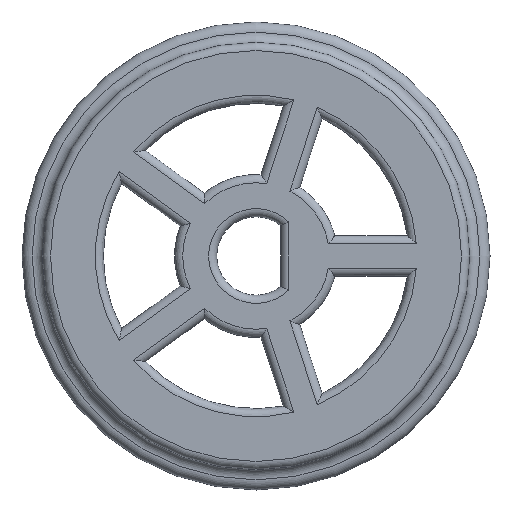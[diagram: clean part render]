
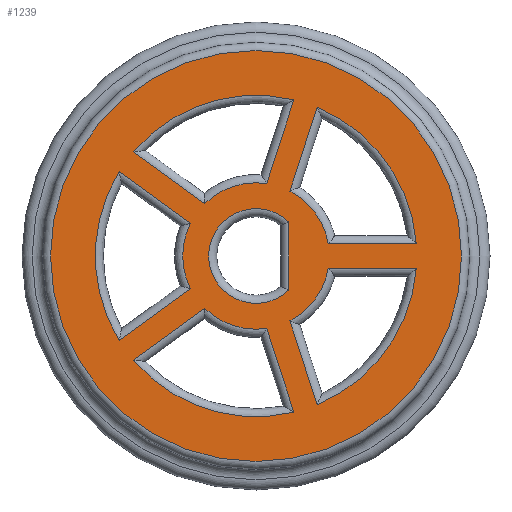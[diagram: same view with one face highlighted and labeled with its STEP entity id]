
A CAD part, left-side view. The second image highlights one B-rep face of the part: STEP entity #1239.
In plain terms, the highlighted planar face has unit normal (-1, 0, 0).
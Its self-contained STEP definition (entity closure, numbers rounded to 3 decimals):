
#73=FACE_BOUND('',#365,.T.);
#74=FACE_BOUND('',#366,.T.);
#75=FACE_BOUND('',#367,.T.);
#76=FACE_BOUND('',#368,.T.);
#77=FACE_BOUND('',#369,.T.);
#78=FACE_BOUND('',#370,.T.);
#82=PLANE('',#1360);
#105=LINE('',#1941,#173);
#107=LINE('',#1994,#175);
#113=LINE('',#2031,#181);
#114=LINE('',#2034,#182);
#115=LINE('',#2037,#183);
#116=LINE('',#2041,#184);
#117=LINE('',#2045,#185);
#118=LINE('',#2049,#186);
#119=LINE('',#2053,#187);
#120=LINE('',#2057,#188);
#121=LINE('',#2061,#189);
#173=VECTOR('',#1550,10.);
#175=VECTOR('',#1560,10.);
#181=VECTOR('',#1584,10.);
#182=VECTOR('',#1587,10.);
#183=VECTOR('',#1588,10.);
#184=VECTOR('',#1591,10.);
#185=VECTOR('',#1594,10.);
#186=VECTOR('',#1597,10.);
#187=VECTOR('',#1600,10.);
#188=VECTOR('',#1603,10.);
#189=VECTOR('',#1606,10.);
#276=FACE_OUTER_BOUND('',#364,.T.);
#364=EDGE_LOOP('',(#883));
#365=EDGE_LOOP('',(#884,#885,#886,#887));
#366=EDGE_LOOP('',(#888,#889,#890,#891));
#367=EDGE_LOOP('',(#892,#893,#894,#895));
#368=EDGE_LOOP('',(#896,#897));
#369=EDGE_LOOP('',(#898,#899,#900,#901));
#370=EDGE_LOOP('',(#902,#903,#904,#905));
#460=CIRCLE('',#1351,1.8);
#463=CIRCLE('',#1356,3.95);
#465=CIRCLE('',#1361,5.05);
#466=CIRCLE('',#1362,1.8);
#467=CIRCLE('',#1363,3.95);
#468=CIRCLE('',#1364,3.95);
#469=CIRCLE('',#1365,1.8);
#470=CIRCLE('',#1366,1.8);
#471=CIRCLE('',#1367,3.95);
#472=CIRCLE('',#1368,1.163);
#473=CIRCLE('',#1369,3.95);
#474=CIRCLE('',#1370,1.8);
#545=VERTEX_POINT('',#1939);
#546=VERTEX_POINT('',#1940);
#549=VERTEX_POINT('',#1974);
#551=VERTEX_POINT('',#1993);
#556=VERTEX_POINT('',#2025);
#557=VERTEX_POINT('',#2027);
#558=VERTEX_POINT('',#2028);
#559=VERTEX_POINT('',#2030);
#560=VERTEX_POINT('',#2032);
#561=VERTEX_POINT('',#2035);
#562=VERTEX_POINT('',#2036);
#563=VERTEX_POINT('',#2038);
#564=VERTEX_POINT('',#2040);
#565=VERTEX_POINT('',#2043);
#566=VERTEX_POINT('',#2044);
#567=VERTEX_POINT('',#2046);
#568=VERTEX_POINT('',#2048);
#569=VERTEX_POINT('',#2051);
#570=VERTEX_POINT('',#2052);
#571=VERTEX_POINT('',#2055);
#572=VERTEX_POINT('',#2056);
#573=VERTEX_POINT('',#2058);
#574=VERTEX_POINT('',#2060);
#660=EDGE_CURVE('',#545,#546,#105,.T.);
#664=EDGE_CURVE('',#546,#549,#460,.T.);
#667=EDGE_CURVE('',#549,#551,#107,.T.);
#671=EDGE_CURVE('',#551,#545,#463,.T.);
#677=EDGE_CURVE('',#556,#556,#465,.T.);
#678=EDGE_CURVE('',#557,#558,#466,.T.);
#679=EDGE_CURVE('',#559,#557,#113,.T.);
#680=EDGE_CURVE('',#560,#559,#467,.T.);
#681=EDGE_CURVE('',#558,#560,#114,.T.);
#682=EDGE_CURVE('',#561,#562,#115,.T.);
#683=EDGE_CURVE('',#563,#561,#468,.T.);
#684=EDGE_CURVE('',#564,#563,#116,.T.);
#685=EDGE_CURVE('',#562,#564,#469,.T.);
#686=EDGE_CURVE('',#565,#566,#117,.T.);
#687=EDGE_CURVE('',#567,#565,#470,.T.);
#688=EDGE_CURVE('',#568,#567,#118,.T.);
#689=EDGE_CURVE('',#566,#568,#471,.T.);
#690=EDGE_CURVE('',#569,#570,#119,.T.);
#691=EDGE_CURVE('',#570,#569,#472,.T.);
#692=EDGE_CURVE('',#571,#572,#120,.T.);
#693=EDGE_CURVE('',#573,#571,#473,.T.);
#694=EDGE_CURVE('',#574,#573,#121,.T.);
#695=EDGE_CURVE('',#572,#574,#474,.T.);
#883=ORIENTED_EDGE('',*,*,#677,.F.);
#884=ORIENTED_EDGE('',*,*,#678,.F.);
#885=ORIENTED_EDGE('',*,*,#679,.F.);
#886=ORIENTED_EDGE('',*,*,#680,.F.);
#887=ORIENTED_EDGE('',*,*,#681,.F.);
#888=ORIENTED_EDGE('',*,*,#682,.F.);
#889=ORIENTED_EDGE('',*,*,#683,.F.);
#890=ORIENTED_EDGE('',*,*,#684,.F.);
#891=ORIENTED_EDGE('',*,*,#685,.F.);
#892=ORIENTED_EDGE('',*,*,#686,.F.);
#893=ORIENTED_EDGE('',*,*,#687,.F.);
#894=ORIENTED_EDGE('',*,*,#688,.F.);
#895=ORIENTED_EDGE('',*,*,#689,.F.);
#896=ORIENTED_EDGE('',*,*,#690,.F.);
#897=ORIENTED_EDGE('',*,*,#691,.F.);
#898=ORIENTED_EDGE('',*,*,#692,.F.);
#899=ORIENTED_EDGE('',*,*,#693,.F.);
#900=ORIENTED_EDGE('',*,*,#694,.F.);
#901=ORIENTED_EDGE('',*,*,#695,.F.);
#902=ORIENTED_EDGE('',*,*,#660,.F.);
#903=ORIENTED_EDGE('',*,*,#671,.F.);
#904=ORIENTED_EDGE('',*,*,#667,.F.);
#905=ORIENTED_EDGE('',*,*,#664,.F.);
#1239=ADVANCED_FACE('',(#276,#73,#74,#75,#76,#77,#78),#82,.F.);
#1351=AXIS2_PLACEMENT_3D('',#1975,#1554,#1555);
#1356=AXIS2_PLACEMENT_3D('',#2013,#1566,#1567);
#1360=AXIS2_PLACEMENT_3D('',#2024,#1578,#1579);
#1361=AXIS2_PLACEMENT_3D('',#2026,#1580,#1581);
#1362=AXIS2_PLACEMENT_3D('',#2029,#1582,#1583);
#1363=AXIS2_PLACEMENT_3D('',#2033,#1585,#1586);
#1364=AXIS2_PLACEMENT_3D('',#2039,#1589,#1590);
#1365=AXIS2_PLACEMENT_3D('',#2042,#1592,#1593);
#1366=AXIS2_PLACEMENT_3D('',#2047,#1595,#1596);
#1367=AXIS2_PLACEMENT_3D('',#2050,#1598,#1599);
#1368=AXIS2_PLACEMENT_3D('',#2054,#1601,#1602);
#1369=AXIS2_PLACEMENT_3D('',#2059,#1604,#1605);
#1370=AXIS2_PLACEMENT_3D('',#2062,#1607,#1608);
#1550=DIRECTION('',(0.,-0.809,0.588));
#1554=DIRECTION('center_axis',(1.,0.,0.));
#1555=DIRECTION('ref_axis',(0.,1.,0.));
#1560=DIRECTION('',(0.,0.809,0.588));
#1566=DIRECTION('center_axis',(-1.,0.,0.));
#1567=DIRECTION('ref_axis',(0.,1.,0.));
#1578=DIRECTION('center_axis',(1.,0.,0.));
#1579=DIRECTION('ref_axis',(0.,1.,0.));
#1580=DIRECTION('center_axis',(1.,0.,0.));
#1581=DIRECTION('ref_axis',(0.,1.,0.));
#1582=DIRECTION('center_axis',(1.,0.,0.));
#1583=DIRECTION('ref_axis',(0.,0.309,0.951));
#1584=DIRECTION('',(0.,-0.809,-0.588));
#1585=DIRECTION('center_axis',(-1.,0.,0.));
#1586=DIRECTION('ref_axis',(0.,0.309,0.951));
#1587=DIRECTION('',(0.,-0.309,0.951));
#1588=DIRECTION('',(0.,0.309,-0.951));
#1589=DIRECTION('center_axis',(-1.,0.,0.));
#1590=DIRECTION('ref_axis',(0.,-0.809,0.588));
#1591=DIRECTION('',(0.,-1.,0.));
#1592=DIRECTION('center_axis',(1.,0.,0.));
#1593=DIRECTION('ref_axis',(0.,-0.809,0.588));
#1594=DIRECTION('',(0.,0.809,-0.588));
#1595=DIRECTION('center_axis',(1.,0.,0.));
#1596=DIRECTION('ref_axis',(0.,0.309,-0.951));
#1597=DIRECTION('',(0.,0.309,0.951));
#1598=DIRECTION('center_axis',(-1.,0.,0.));
#1599=DIRECTION('ref_axis',(0.,0.309,-0.951));
#1600=DIRECTION('',(0.,0.,1.));
#1601=DIRECTION('center_axis',(-1.,0.,0.));
#1602=DIRECTION('ref_axis',(0.,1.,0.));
#1603=DIRECTION('',(0.,1.,0.));
#1604=DIRECTION('center_axis',(-1.,0.,0.));
#1605=DIRECTION('ref_axis',(0.,-0.809,-0.588));
#1606=DIRECTION('',(0.,-0.309,-0.951));
#1607=DIRECTION('center_axis',(1.,0.,0.));
#1608=DIRECTION('ref_axis',(0.,-0.809,-0.588));
#1939=CARTESIAN_POINT('',(-23.5,49.363,-2.072));
#1940=CARTESIAN_POINT('',(-23.5,47.612,-0.801));
#1941=CARTESIAN_POINT('',(-23.5,46.96,-0.326));
#1974=CARTESIAN_POINT('',(-23.5,47.612,0.801));
#1975=CARTESIAN_POINT('Origin',(-23.5,46.,0.));
#1993=CARTESIAN_POINT('',(-23.5,49.363,2.072));
#1994=CARTESIAN_POINT('',(-23.5,47.68,0.85));
#2013=CARTESIAN_POINT('Origin',(-23.5,46.,0.));
#2024=CARTESIAN_POINT('Origin',(-23.5,46.,0.));
#2025=CARTESIAN_POINT('',(-23.5,46.,5.05));
#2026=CARTESIAN_POINT('Origin',(-23.5,46.,0.));
#2027=CARTESIAN_POINT('',(-23.5,47.26,1.286));
#2028=CARTESIAN_POINT('',(-23.5,45.737,1.781));
#2029=CARTESIAN_POINT('Origin',(-23.5,46.,0.));
#2030=CARTESIAN_POINT('',(-23.5,49.01,2.558));
#2031=CARTESIAN_POINT('',(-23.5,46.607,0.812));
#2032=CARTESIAN_POINT('',(-23.5,45.068,3.839));
#2033=CARTESIAN_POINT('Origin',(-23.5,46.,0.));
#2034=CARTESIAN_POINT('',(-23.5,45.711,1.86));
#2035=CARTESIAN_POINT('',(-23.5,44.498,3.653));
#2036=CARTESIAN_POINT('',(-23.5,45.166,1.595));
#2037=CARTESIAN_POINT('',(-23.5,45.415,0.828));
#2038=CARTESIAN_POINT('',(-23.5,42.061,0.3));
#2039=CARTESIAN_POINT('Origin',(-23.5,46.,0.));
#2040=CARTESIAN_POINT('',(-23.5,44.225,0.3));
#2041=CARTESIAN_POINT('',(-23.5,44.142,0.3));
#2042=CARTESIAN_POINT('Origin',(-23.5,46.,0.));
#2043=CARTESIAN_POINT('',(-23.5,47.26,-1.286));
#2044=CARTESIAN_POINT('',(-23.5,49.01,-2.558));
#2045=CARTESIAN_POINT('',(-23.5,47.327,-1.335));
#2046=CARTESIAN_POINT('',(-23.5,45.737,-1.781));
#2047=CARTESIAN_POINT('Origin',(-23.5,46.,0.));
#2048=CARTESIAN_POINT('',(-23.5,45.068,-3.839));
#2049=CARTESIAN_POINT('',(-23.5,45.986,-1.014));
#2050=CARTESIAN_POINT('Origin',(-23.5,46.,0.));
#2051=CARTESIAN_POINT('',(-23.5,45.193,-0.838));
#2052=CARTESIAN_POINT('',(-23.5,45.193,0.838));
#2053=CARTESIAN_POINT('',(-23.5,45.193,-0.4));
#2054=CARTESIAN_POINT('Origin',(-23.5,46.,0.));
#2055=CARTESIAN_POINT('',(-23.5,42.061,-0.3));
#2056=CARTESIAN_POINT('',(-23.5,44.225,-0.3));
#2057=CARTESIAN_POINT('',(-23.5,45.032,-0.3));
#2058=CARTESIAN_POINT('',(-23.5,44.498,-3.653));
#2059=CARTESIAN_POINT('Origin',(-23.5,46.,0.));
#2060=CARTESIAN_POINT('',(-23.5,45.166,-1.595));
#2061=CARTESIAN_POINT('',(-23.5,45.14,-1.675));
#2062=CARTESIAN_POINT('Origin',(-23.5,46.,0.));
